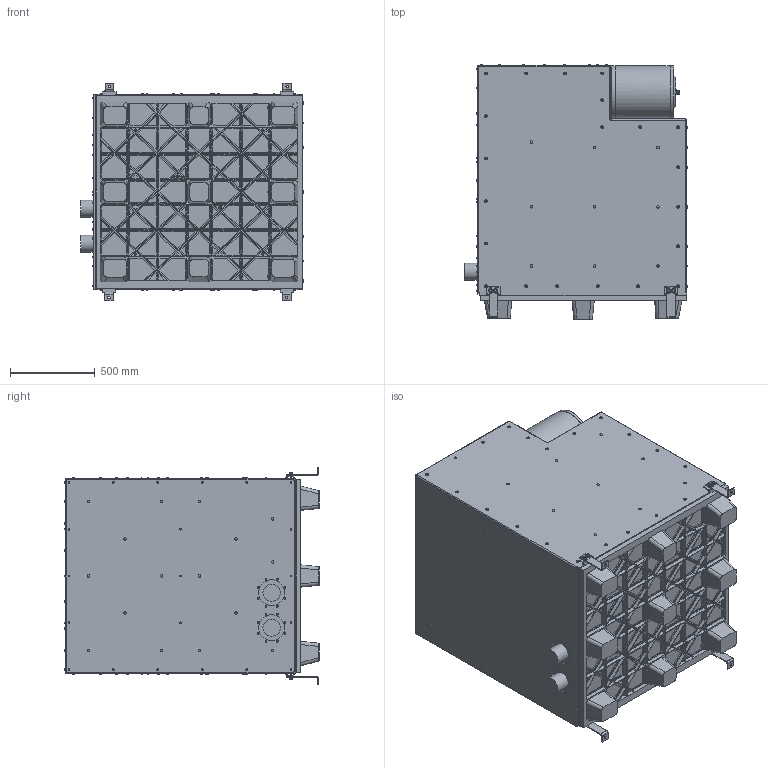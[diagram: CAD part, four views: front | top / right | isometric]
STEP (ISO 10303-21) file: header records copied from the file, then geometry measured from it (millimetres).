
FILE_DESCRIPTION(/* description */ (''),/* implementation_level */ '2;1');
FILE_NAME(/* name */ 'CAVxxxxx024A.stp',/* time_stamp */ '2018-03-12T13:35:37-04:00',/* author */ ('James'),/* organization */ (''),/* preprocessor_version */ 'ST-DEVELOPER v16.5',/* originating_system */ 'Autodesk Inventor 2017',/* authorisation */ '');
FILE_SCHEMA (('AUTOMOTIVE_DESIGN { 1 0 10303 214 3 1 1 }'));
Length unit declared in the file: inch
Products named in the file (1): CAVxxxxx024A
Bounding box: 1313.15 x 1500.94 x 1282.7 mm (x, y, z)
Volume: 1846776925.6 mm3; surface area: 11813096.4 mm2
Topology: 1 solids, 1 shells, 3023 faces, 7131 edges, 4767 vertices
Faces by surface type: plane 1961, cylinder 519, sphere 202, cone 191, bspline 98, torus 52
Full cylindrical faces by diameter (mm): 0.254 x3, 2.54 x3, 3.048 x3, 9.525 x29, 11.1 x70, 11.125 x3, 13.894 x4, 14.3 x4, 15.088 x61, 16.662 x58, 17.272 x8, 25.4 x12, 101.6 x2, 152.4 x2, 304.8 x2, 308.61 x2, 309.88 x2, 310.896 x2
Entity records: 134465 total; most frequent: CARTESIAN_POINT 66265, DIRECTION 13271, ORIENTED_EDGE 13212, EDGE_CURVE 6588, VERTEX_POINT 4555, AXIS2_PLACEMENT_3D 4426, LINE 4419, VECTOR 4419
